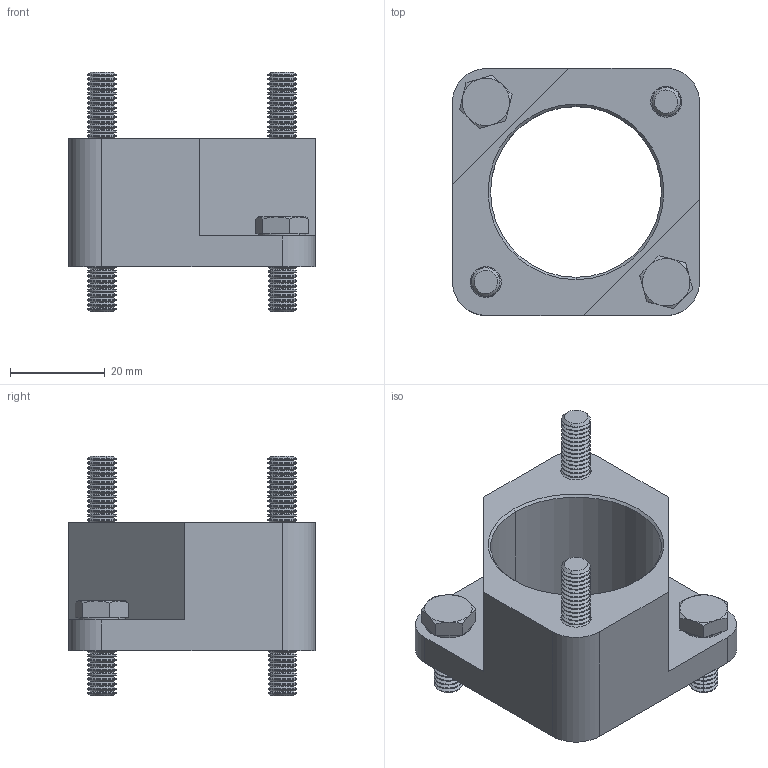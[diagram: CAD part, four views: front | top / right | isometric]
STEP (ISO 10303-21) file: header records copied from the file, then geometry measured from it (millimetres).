
FILE_DESCRIPTION (( 'STEP AP214' ), '1' );
FILE_NAME ('NKD040A.STEP', '2016-12-23T16:36:26', ( '' ), ( '' ), 'SwSTEP 2.0', 'SolidWorks 2016', '' );
FILE_SCHEMA (( 'AUTOMOTIVE_DESIGN' ));
Length unit declared in the file: millimetre
Products named in the file (1): 21_191_2
Bounding box: 52 x 52 x 50.5 mm (x, y, z)
Volume: 31378.8 mm3; surface area: 15972.6 mm2
Topology: 5 solids, 5 shells, 496 faces, 1250 edges, 770 vertices
Faces by surface type: cone 260, cylinder 150, plane 74, torus 12
Entity records: 15276 total; most frequent: DIRECTION 2932, CARTESIAN_POINT 2633, ORIENTED_EDGE 2492, EDGE_CURVE 1246, AXIS2_PLACEMENT_3D 1213, VERTEX_POINT 770, CIRCLE 716, EDGE_LOOP 512
